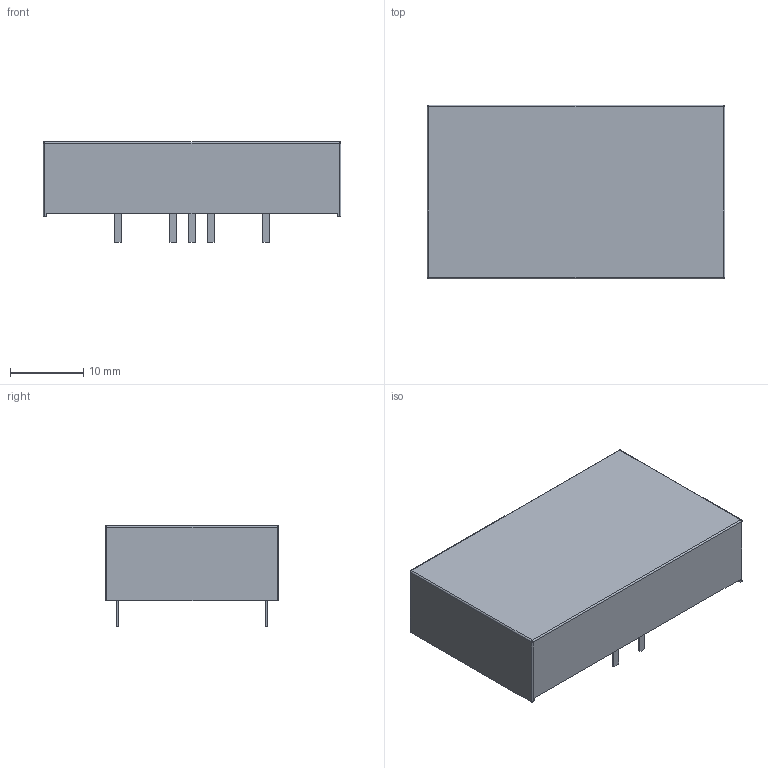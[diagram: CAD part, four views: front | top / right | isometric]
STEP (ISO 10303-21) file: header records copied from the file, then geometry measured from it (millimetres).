
FILE_DESCRIPTION((''),'2;1');
FILE_NAME('DCDC_MURATA_NMXSO.stp','2010-11-04T09:26:03',(''),(''),'Mechanical Desktop 2011','Mechanical Desktop 2011',', , ');
FILE_SCHEMA(('AUTOMOTIVE_DESIGN { 1 2 10303 214 1 1 1 1 }'));
Length unit declared in the file: millimetre
Products named in the file (1): Product
Bounding box: 40.75 x 23.75 x 13.75 mm (x, y, z)
Volume: 9452.3 mm3; surface area: 3280.1 mm2
Topology: 6 solids, 6 shells, 52 faces, 112 edges, 68 vertices
Faces by surface type: plane 30, bspline 10, cylinder 8, sphere 4
Entity records: 1399 total; most frequent: CARTESIAN_POINT 259, ORIENTED_EDGE 216, DIRECTION 210, EDGE_CURVE 108, VECTOR 92, LINE 92, VERTEX_POINT 68, AXIS2_PLACEMENT_3D 59
